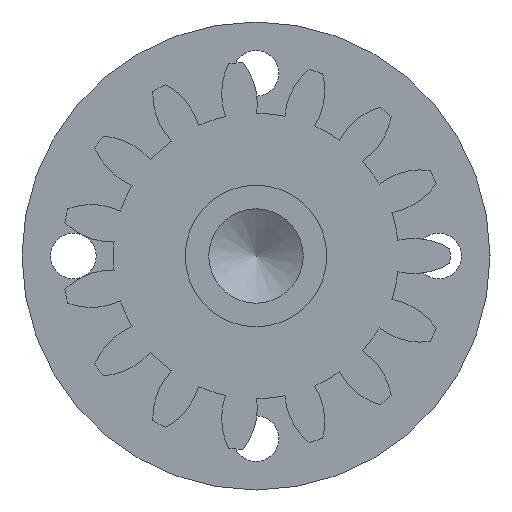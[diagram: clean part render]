
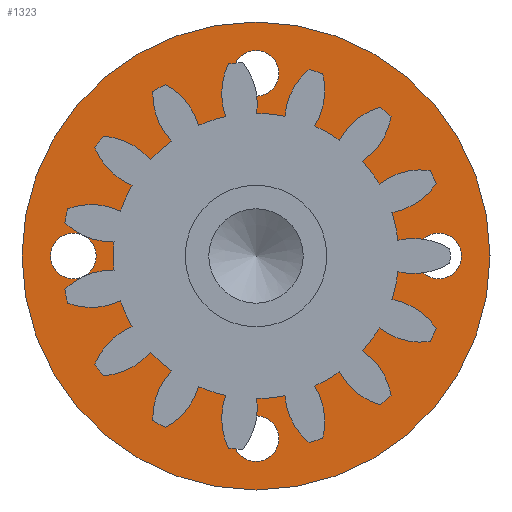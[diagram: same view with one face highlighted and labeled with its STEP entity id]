
A CAD part, left-side view. The second image highlights one B-rep face of the part: STEP entity #1323.
In plain terms, the highlighted planar face has unit normal (-1, 0, 0).
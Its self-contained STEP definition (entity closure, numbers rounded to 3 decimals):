
#20=FACE_BOUND('',#126,.T.);
#21=FACE_BOUND('',#127,.T.);
#22=FACE_BOUND('',#128,.T.);
#23=FACE_BOUND('',#129,.T.);
#24=FACE_BOUND('',#130,.T.);
#34=PLANE('',#1430);
#48=FACE_OUTER_BOUND('',#125,.T.);
#125=EDGE_LOOP('',(#862));
#126=EDGE_LOOP('',(#863));
#127=EDGE_LOOP('',(#864));
#128=EDGE_LOOP('',(#865));
#129=EDGE_LOOP('',(#866));
#130=EDGE_LOOP('',(#867));
#350=CIRCLE('',#1420,1.);
#352=CIRCLE('',#1423,1.);
#354=CIRCLE('',#1426,1.);
#356=CIRCLE('',#1429,1.);
#357=CIRCLE('',#1431,10.25);
#358=CIRCLE('',#1432,6.);
#489=VERTEX_POINT('',#2147);
#491=VERTEX_POINT('',#2153);
#493=VERTEX_POINT('',#2159);
#495=VERTEX_POINT('',#2165);
#496=VERTEX_POINT('',#2169);
#497=VERTEX_POINT('',#2171);
#632=EDGE_CURVE('',#489,#489,#350,.T.);
#635=EDGE_CURVE('',#491,#491,#352,.T.);
#638=EDGE_CURVE('',#493,#493,#354,.T.);
#641=EDGE_CURVE('',#495,#495,#356,.T.);
#642=EDGE_CURVE('',#496,#496,#357,.T.);
#643=EDGE_CURVE('',#497,#497,#358,.T.);
#862=ORIENTED_EDGE('',*,*,#642,.F.);
#863=ORIENTED_EDGE('',*,*,#632,.T.);
#864=ORIENTED_EDGE('',*,*,#635,.T.);
#865=ORIENTED_EDGE('',*,*,#638,.T.);
#866=ORIENTED_EDGE('',*,*,#641,.T.);
#867=ORIENTED_EDGE('',*,*,#643,.T.);
#1323=ADVANCED_FACE('',(#48,#20,#21,#22,#23,#24),#34,.F.);
#1420=AXIS2_PLACEMENT_3D('',#2149,#1655,#1656);
#1423=AXIS2_PLACEMENT_3D('',#2155,#1662,#1663);
#1426=AXIS2_PLACEMENT_3D('',#2161,#1669,#1670);
#1429=AXIS2_PLACEMENT_3D('',#2167,#1676,#1677);
#1430=AXIS2_PLACEMENT_3D('',#2168,#1678,#1679);
#1431=AXIS2_PLACEMENT_3D('',#2170,#1680,#1681);
#1432=AXIS2_PLACEMENT_3D('',#2172,#1682,#1683);
#1655=DIRECTION('center_axis',(1.,0.,0.));
#1656=DIRECTION('ref_axis',(0.,0.,-1.));
#1662=DIRECTION('center_axis',(1.,0.,0.));
#1663=DIRECTION('ref_axis',(0.,0.,-1.));
#1669=DIRECTION('center_axis',(1.,0.,0.));
#1670=DIRECTION('ref_axis',(0.,0.,-1.));
#1676=DIRECTION('center_axis',(1.,0.,0.));
#1677=DIRECTION('ref_axis',(0.,0.,-1.));
#1678=DIRECTION('center_axis',(1.,0.,0.));
#1679=DIRECTION('ref_axis',(0.,0.,-1.));
#1680=DIRECTION('center_axis',(1.,0.,0.));
#1681=DIRECTION('ref_axis',(0.,0.,-1.));
#1682=DIRECTION('center_axis',(1.,0.,0.));
#1683=DIRECTION('ref_axis',(0.,0.,-1.));
#2147=CARTESIAN_POINT('',(20.621,-4.136,-3.008));
#2149=CARTESIAN_POINT('Origin',(20.621,-4.136,-4.008));
#2153=CARTESIAN_POINT('',(20.621,11.864,-3.008));
#2155=CARTESIAN_POINT('Origin',(20.621,11.864,-4.008));
#2159=CARTESIAN_POINT('',(20.621,3.864,-11.008));
#2161=CARTESIAN_POINT('Origin',(20.621,3.864,-12.008));
#2165=CARTESIAN_POINT('',(20.621,3.864,4.992));
#2167=CARTESIAN_POINT('Origin',(20.621,3.864,3.992));
#2168=CARTESIAN_POINT('Origin',(20.621,3.864,-4.008));
#2169=CARTESIAN_POINT('',(20.621,3.864,6.242));
#2170=CARTESIAN_POINT('Origin',(20.621,3.864,-4.008));
#2171=CARTESIAN_POINT('',(20.621,3.864,1.992));
#2172=CARTESIAN_POINT('Origin',(20.621,3.864,-4.008));
